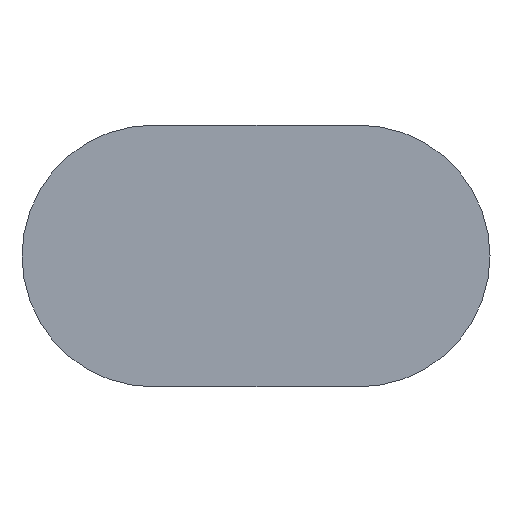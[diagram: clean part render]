
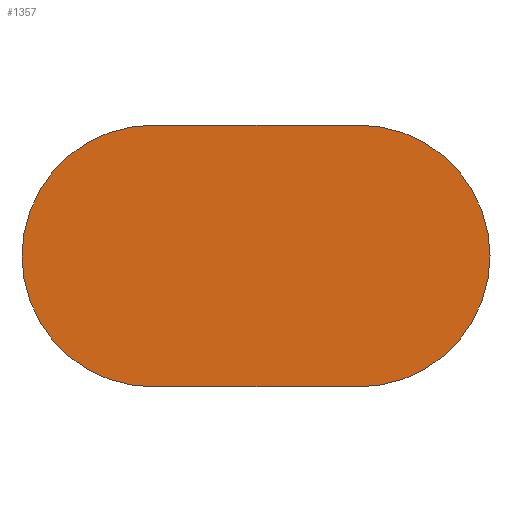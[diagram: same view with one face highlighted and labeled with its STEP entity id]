
A CAD part, front view. The second image highlights one B-rep face of the part: STEP entity #1357.
In plain terms, the highlighted planar face has unit normal (0, -1, 0).
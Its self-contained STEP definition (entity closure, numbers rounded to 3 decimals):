
#19 = EDGE_CURVE ( 'NONE', #1276, #549, #1021, .T. ) ;
#51 = DIRECTION ( 'NONE',  ( 0., -1., 0. ) ) ;
#52 = DIRECTION ( 'NONE',  ( 0., -1., 0. ) ) ;
#64 = FACE_OUTER_BOUND ( 'NONE', #580, .T. ) ;
#113 = DIRECTION ( 'NONE',  ( 0., 0., -1. ) ) ;
#126 = ORIENTED_EDGE ( 'NONE', *, *, #19, .F. ) ;
#177 = PLANE ( 'NONE',  #741 ) ;
#193 = DIRECTION ( 'NONE',  ( 0., 0., -1. ) ) ;
#209 = ORIENTED_EDGE ( 'NONE', *, *, #793, .T. ) ;
#234 = ORIENTED_EDGE ( 'NONE', *, *, #810, .T. ) ;
#242 = CARTESIAN_POINT ( 'NONE',  ( 0.772, -2.19, -0.584 ) ) ;
#267 = CARTESIAN_POINT ( 'NONE',  ( 0.772, -2.19, 2.016 ) ) ;
#333 = DIRECTION ( 'NONE',  ( 0., -1., 0. ) ) ;
#387 = CARTESIAN_POINT ( 'NONE',  ( -5.928, -2.19, 4.616 ) ) ;
#404 = CARTESIAN_POINT ( 'NONE',  ( 0.772, -2.19, 2.016 ) ) ;
#448 = CARTESIAN_POINT ( 'NONE',  ( -3.328, -2.19, 4.616 ) ) ;
#494 = VECTOR ( 'NONE', #975, 1000. ) ;
#531 = CARTESIAN_POINT ( 'NONE',  ( -3.328, -2.19, 2.016 ) ) ;
#542 = ORIENTED_EDGE ( 'NONE', *, *, #664, .T. ) ;
#549 = VERTEX_POINT ( 'NONE', #708 ) ;
#560 = CIRCLE ( 'NONE', #779, 2.6 ) ;
#566 = CARTESIAN_POINT ( 'NONE',  ( -5.928, -2.19, 2.016 ) ) ;
#580 = EDGE_LOOP ( 'NONE', ( #542, #209, #126, #896, #234, #1142 ) ) ;
#591 = CARTESIAN_POINT ( 'NONE',  ( -4.428, -2.19, 0.916 ) ) ;
#616 = AXIS2_PLACEMENT_3D ( 'NONE', #404, #1055, #113 ) ;
#649 = VECTOR ( 'NONE', #697, 1000. ) ;
#664 = EDGE_CURVE ( 'NONE', #815, #1129, #859, .T. ) ;
#697 = DIRECTION ( 'NONE',  ( 1., 0., 0. ) ) ;
#708 = CARTESIAN_POINT ( 'NONE',  ( 0.772, -2.19, 4.616 ) ) ;
#719 = AXIS2_PLACEMENT_3D ( 'NONE', #531, #1134, #193 ) ;
#728 = VERTEX_POINT ( 'NONE', #985 ) ;
#737 = CIRCLE ( 'NONE', #1248, 2.6 ) ;
#741 = AXIS2_PLACEMENT_3D ( 'NONE', #591, #52, #883 ) ;
#756 = CARTESIAN_POINT ( 'NONE',  ( -5.928, -2.19, -0.584 ) ) ;
#779 = AXIS2_PLACEMENT_3D ( 'NONE', #1065, #333, #1059 ) ;
#782 = CIRCLE ( 'NONE', #719, 2.6 ) ;
#793 = EDGE_CURVE ( 'NONE', #1129, #549, #737, .T. ) ;
#810 = EDGE_CURVE ( 'NONE', #971, #728, #560, .T. ) ;
#815 = VERTEX_POINT ( 'NONE', #242 ) ;
#859 = CIRCLE ( 'NONE', #616, 2.6 ) ;
#866 = EDGE_CURVE ( 'NONE', #815, #728, #1293, .T. ) ;
#883 = DIRECTION ( 'NONE',  ( 0., 0., -1. ) ) ;
#896 = ORIENTED_EDGE ( 'NONE', *, *, #1141, .T. ) ;
#971 = VERTEX_POINT ( 'NONE', #566 ) ;
#975 = DIRECTION ( 'NONE',  ( -1., 0., 0. ) ) ;
#985 = CARTESIAN_POINT ( 'NONE',  ( -3.328, -2.19, -0.584 ) ) ;
#1021 = LINE ( 'NONE', #387, #649 ) ;
#1055 = DIRECTION ( 'NONE',  ( 0., -1., 0. ) ) ;
#1059 = DIRECTION ( 'NONE',  ( 0., 0., -1. ) ) ;
#1065 = CARTESIAN_POINT ( 'NONE',  ( -3.328, -2.19, 2.016 ) ) ;
#1106 = DIRECTION ( 'NONE',  ( 0., 0., -1. ) ) ;
#1127 = CARTESIAN_POINT ( 'NONE',  ( 3.372, -2.19, 2.016 ) ) ;
#1129 = VERTEX_POINT ( 'NONE', #1127 ) ;
#1134 = DIRECTION ( 'NONE',  ( 0., -1., 0. ) ) ;
#1141 = EDGE_CURVE ( 'NONE', #1276, #971, #782, .T. ) ;
#1142 = ORIENTED_EDGE ( 'NONE', *, *, #866, .F. ) ;
#1248 = AXIS2_PLACEMENT_3D ( 'NONE', #267, #51, #1106 ) ;
#1276 = VERTEX_POINT ( 'NONE', #448 ) ;
#1293 = LINE ( 'NONE', #756, #494 ) ;
#1357 = ADVANCED_FACE ( 'NONE', ( #64 ), #177, .T. ) ;
